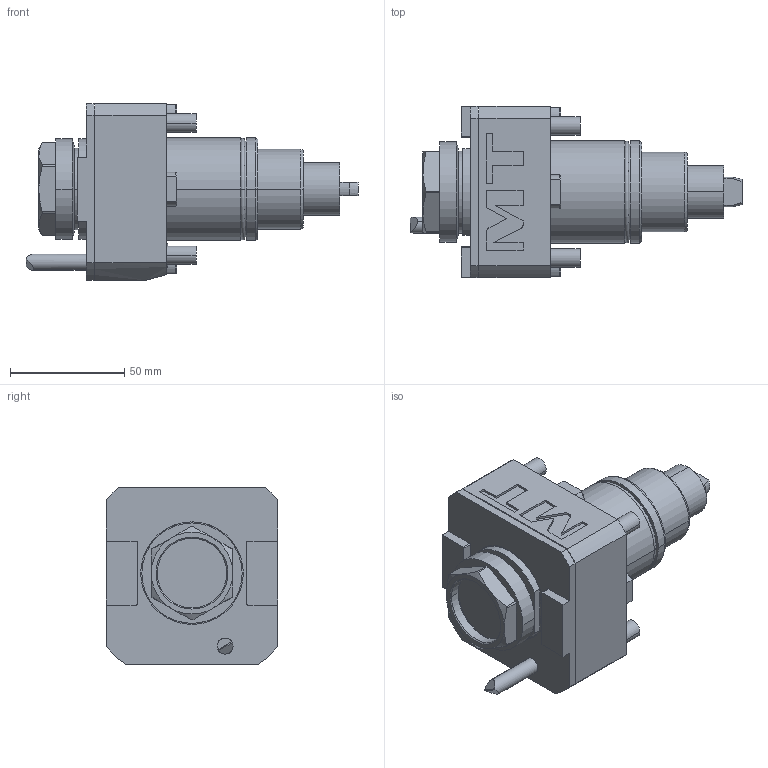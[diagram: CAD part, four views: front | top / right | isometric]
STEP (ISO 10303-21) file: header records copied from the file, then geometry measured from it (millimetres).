
FILE_DESCRIPTION((''),'2;1');
FILE_NAME('DWO3380132_CONF','2023-04-27T10:58:40',('gvalli'),('M.T. srl'),'CREO PARAMETRIC BY PTC INC, 2021072','CREO PARAMETRIC BY PTC INC, 2021072','');
FILE_SCHEMA(('CONFIG_CONTROL_DESIGN'));
Length unit declared in the file: millimetre
Products named in the file (1): DWO3380132_CONF
Bounding box: 145.6 x 75 x 77.5 mm (x, y, z)
Volume: 319641.3 mm3; surface area: 49258.6 mm2
Topology: 2 solids, 2 shells, 246 faces, 601 edges, 390 vertices
Faces by surface type: plane 118, cylinder 84, cone 24, torus 14, extrusion 4, sphere 2
Entity records: 7551 total; most frequent: CARTESIAN_POINT 1555, DIRECTION 1275, ORIENTED_EDGE 1202, EDGE_CURVE 601, AXIS2_PLACEMENT_3D 470, VERTEX_POINT 390, VECTOR 335, LINE 331
